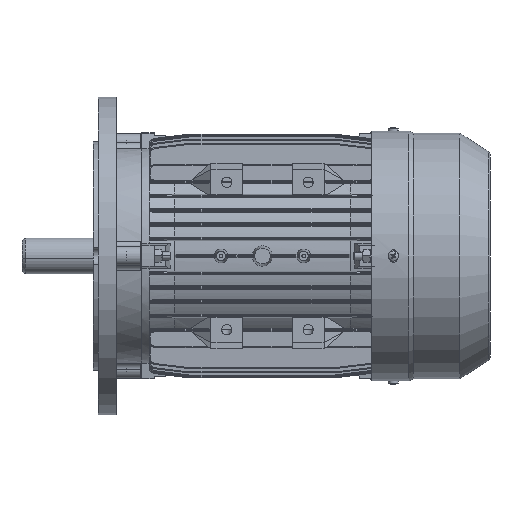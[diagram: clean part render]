
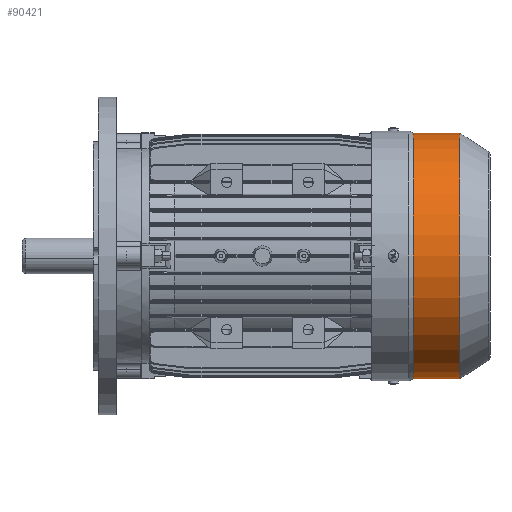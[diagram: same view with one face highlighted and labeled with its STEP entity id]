
A CAD part, front view. The second image highlights one B-rep face of the part: STEP entity #90421.
In plain terms, the highlighted cylindrical face has radius 96.7 mm (diameter 193.4 mm), a partial arc.
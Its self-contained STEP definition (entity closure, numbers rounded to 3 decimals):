
#861 = VERTEX_POINT ( 'NONE', #80939 ) ;
#863 = VERTEX_POINT ( 'NONE', #80976 ) ;
#32508 = EDGE_CURVE ( 'NONE', #34447, #863, #99383, .T. ) ;
#34447 = VERTEX_POINT ( 'NONE', #99350 ) ;
#34532 = VERTEX_POINT ( 'NONE', #99349 ) ;
#34697 = EDGE_CURVE ( 'NONE', #34532, #861, #99623, .T. ) ;
#62776 = DIRECTION ( 'NONE',  ( 0., 0., 1. ) ) ;
#62778 = DIRECTION ( 'NONE',  ( -1., 0., 0. ) ) ;
#62779 = CARTESIAN_POINT ( 'NONE',  ( 32.746, 0., 0. ) ) ;
#62781 = AXIS2_PLACEMENT_3D ( 'NONE', #62779, #62778, #62776 ) ;
#62783 = CIRCLE ( 'NONE', #62781, 96.7 ) ;
#62799 = DIRECTION ( 'NONE',  ( 0., 0., 1. ) ) ;
#62801 = DIRECTION ( 'NONE',  ( -1., 0., 0. ) ) ;
#62803 = CARTESIAN_POINT ( 'NONE',  ( 0., 0., 0. ) ) ;
#62804 = AXIS2_PLACEMENT_3D ( 'NONE', #62803, #62801, #62799 ) ;
#62806 = CYLINDRICAL_SURFACE ( 'NONE', #62804, 96.7 ) ;
#62813 = FACE_OUTER_BOUND ( 'NONE', #90423, .T. ) ;
#63191 = DIRECTION ( 'NONE',  ( 0., 0., 1. ) ) ;
#63193 = DIRECTION ( 'NONE',  ( -1., 0., 0. ) ) ;
#63194 = CARTESIAN_POINT ( 'NONE',  ( 69.291, 0., 0. ) ) ;
#63195 = AXIS2_PLACEMENT_3D ( 'NONE', #63194, #63193, #63191 ) ;
#63197 = CIRCLE ( 'NONE', #63195, 96.7 ) ;
#80939 = CARTESIAN_POINT ( 'NONE',  ( 32.746, 0., -96.7 ) ) ;
#80976 = CARTESIAN_POINT ( 'NONE',  ( 32.746, 0., 96.7 ) ) ;
#90421 = ADVANCED_FACE ( 'NONE', ( #62813 ), #62806, .T. ) ;
#90423 = EDGE_LOOP ( 'NONE', ( #90427, #90432, #90435, #90439 ) ) ;
#90427 = ORIENTED_EDGE ( 'NONE', *, *, #34697, .F. ) ;
#90432 = ORIENTED_EDGE ( 'NONE', *, *, #90556, .T. ) ;
#90435 = ORIENTED_EDGE ( 'NONE', *, *, #32508, .T. ) ;
#90439 = ORIENTED_EDGE ( 'NONE', *, *, #90442, .F. ) ;
#90442 = EDGE_CURVE ( 'NONE', #861, #863, #62783, .T. ) ;
#90556 = EDGE_CURVE ( 'NONE', #34532, #34447, #63197, .T. ) ;
#99349 = CARTESIAN_POINT ( 'NONE',  ( 69.291, 0., -96.7 ) ) ;
#99350 = CARTESIAN_POINT ( 'NONE',  ( 69.291, 0., 96.7 ) ) ;
#99383 = LINE ( 'NONE', #99446, #99445 ) ;
#99444 = DIRECTION ( 'NONE',  ( -1., 0., 0. ) ) ;
#99445 = VECTOR ( 'NONE', #99444, 1000. ) ;
#99446 = CARTESIAN_POINT ( 'NONE',  ( 0., 0., 96.7 ) ) ;
#99620 = DIRECTION ( 'NONE',  ( -1., 0., 0. ) ) ;
#99621 = VECTOR ( 'NONE', #99620, 1000. ) ;
#99622 = CARTESIAN_POINT ( 'NONE',  ( 0., 0., -96.7 ) ) ;
#99623 = LINE ( 'NONE', #99622, #99621 ) ;
